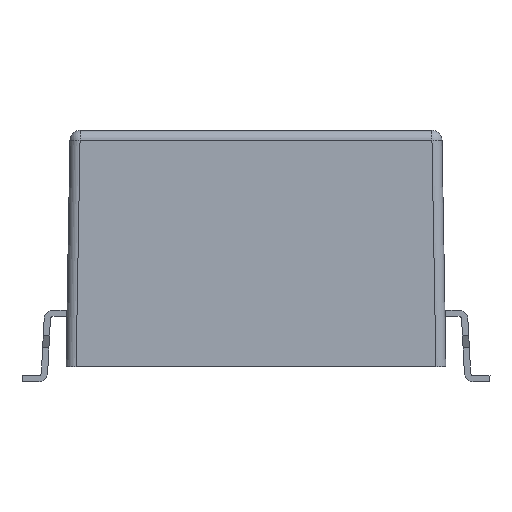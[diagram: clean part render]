
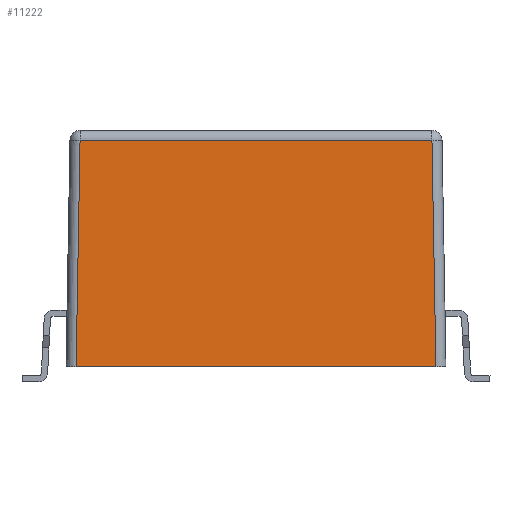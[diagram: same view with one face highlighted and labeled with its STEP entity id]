
A CAD part, left-side view. The second image highlights one B-rep face of the part: STEP entity #11222.
In plain terms, the highlighted planar face has unit normal (-1, 0, 0.018).
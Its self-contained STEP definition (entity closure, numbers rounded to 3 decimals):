
#670=ORIENTED_EDGE('',*,*,#2975,.T.);
#671=ORIENTED_EDGE('',*,*,#2913,.T.);
#672=ORIENTED_EDGE('',*,*,#2910,.T.);
#673=ORIENTED_EDGE('',*,*,#2923,.T.);
#2910=EDGE_CURVE('',#4107,#4111,#4850,.T.);
#2913=EDGE_CURVE('',#4113,#4107,#4852,.T.);
#2923=EDGE_CURVE('',#4111,#4118,#4856,.T.);
#2975=EDGE_CURVE('',#4118,#4113,#4907,.T.);
#4107=VERTEX_POINT('',#14841);
#4111=VERTEX_POINT('',#14855);
#4113=VERTEX_POINT('',#14860);
#4118=VERTEX_POINT('',#14881);
#4850=LINE('',#14856,#5787);
#4852=LINE('',#14862,#5789);
#4856=LINE('',#14883,#5793);
#4907=LINE('',#14985,#5844);
#5787=VECTOR('',#12321,1000.);
#5789=VECTOR('',#12327,1000.);
#5793=VECTOR('',#12353,1000.);
#5844=VECTOR('',#12416,1000.);
#6743=EDGE_LOOP('',(#670,#671,#672,#673));
#7240=FACE_BOUND('',#6743,.T.);
#7684=PLANE('',#11697);
#11222=ADVANCED_FACE('',(#7240),#7684,.T.);
#11697=AXIS2_PLACEMENT_3D('',#15121,#12491,#12492);
#12321=DIRECTION('',(0.,1.,0.));
#12327=DIRECTION('',(0.017,0.017,1.));
#12353=DIRECTION('',(-0.017,0.017,-1.));
#12416=DIRECTION('',(0.,-1.,0.));
#12491=DIRECTION('',(-1.,0.,0.017));
#12492=DIRECTION('',(0.017,0.,1.));
#14841=CARTESIAN_POINT('',(-11.918,-6.993,9.007));
#14855=CARTESIAN_POINT('',(-11.918,6.993,9.007));
#14856=CARTESIAN_POINT('',(-11.918,7.386,9.007));
#14860=CARTESIAN_POINT('',(-12.075,-7.15,0.));
#14862=CARTESIAN_POINT('',(-12.071,-7.146,0.256));
#14881=CARTESIAN_POINT('',(-12.075,7.15,0.));
#14883=CARTESIAN_POINT('',(-12.075,7.15,-0.007));
#14985=CARTESIAN_POINT('',(-12.075,7.55,0.));
#15121=CARTESIAN_POINT('',(-12.075,7.55,0.));
